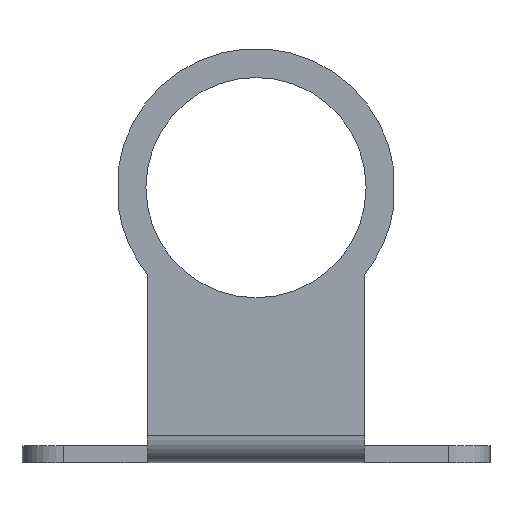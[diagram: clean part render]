
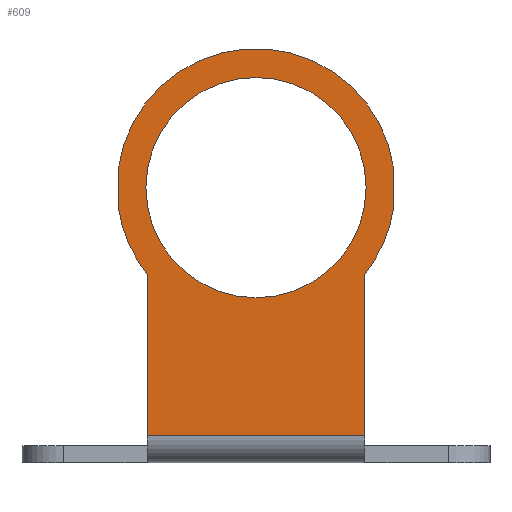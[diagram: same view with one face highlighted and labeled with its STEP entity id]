
A CAD part, front view. The second image highlights one B-rep face of the part: STEP entity #609.
In plain terms, the highlighted planar face has unit normal (0, -1, 0).
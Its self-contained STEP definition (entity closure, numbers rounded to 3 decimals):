
#44=CIRCLE('',#678,20.2);
#45=CIRCLE('',#679,20.2);
#46=CIRCLE('',#680,20.2);
#47=CIRCLE('',#681,16.);
#195=ORIENTED_EDGE('',*,*,#246,.T.);
#196=ORIENTED_EDGE('',*,*,#309,.F.);
#197=ORIENTED_EDGE('',*,*,#257,.F.);
#198=ORIENTED_EDGE('',*,*,#310,.F.);
#199=ORIENTED_EDGE('',*,*,#311,.F.);
#200=ORIENTED_EDGE('',*,*,#312,.F.);
#201=ORIENTED_EDGE('',*,*,#313,.F.);
#202=ORIENTED_EDGE('',*,*,#314,.F.);
#203=ORIENTED_EDGE('',*,*,#315,.T.);
#246=EDGE_CURVE('',#330,#329,#387,.T.);
#257=EDGE_CURVE('',#340,#341,#396,.T.);
#309=EDGE_CURVE('',#341,#329,#429,.T.);
#310=EDGE_CURVE('',#373,#340,#44,.T.);
#311=EDGE_CURVE('',#374,#373,#430,.T.);
#312=EDGE_CURVE('',#375,#374,#45,.T.);
#313=EDGE_CURVE('',#376,#375,#431,.T.);
#314=EDGE_CURVE('',#330,#376,#46,.T.);
#315=EDGE_CURVE('',#377,#377,#47,.T.);
#329=VERTEX_POINT('',#894);
#330=VERTEX_POINT('',#896);
#340=VERTEX_POINT('',#917);
#341=VERTEX_POINT('',#919);
#373=VERTEX_POINT('',#1022);
#374=VERTEX_POINT('',#1024);
#375=VERTEX_POINT('',#1026);
#376=VERTEX_POINT('',#1028);
#377=VERTEX_POINT('',#1031);
#387=LINE('',#895,#445);
#396=LINE('',#918,#454);
#429=LINE('',#1020,#487);
#430=LINE('',#1023,#488);
#431=LINE('',#1027,#489);
#445=VECTOR('',#715,1000.);
#454=VECTOR('',#730,1000.);
#487=VECTOR('',#837,1000.);
#488=VECTOR('',#840,1000.);
#489=VECTOR('',#843,1000.);
#521=EDGE_LOOP('',(#195,#196,#197,#198,#199,#200,#201,#202));
#522=EDGE_LOOP('',(#203));
#559=FACE_BOUND('',#521,.T.);
#560=FACE_BOUND('',#522,.T.);
#584=PLANE('',#677);
#609=ADVANCED_FACE('',(#559,#560),#584,.F.);
#677=AXIS2_PLACEMENT_3D('',#1019,#835,#836);
#678=AXIS2_PLACEMENT_3D('',#1021,#838,#839);
#679=AXIS2_PLACEMENT_3D('',#1025,#841,#842);
#680=AXIS2_PLACEMENT_3D('',#1029,#844,#845);
#681=AXIS2_PLACEMENT_3D('',#1030,#846,#847);
#715=DIRECTION('',(0.,0.,-1.));
#730=DIRECTION('',(0.,0.,-1.));
#835=DIRECTION('',(0.,1.,0.));
#836=DIRECTION('',(0.,0.,1.));
#837=DIRECTION('',(-1.,0.,0.));
#838=DIRECTION('',(0.,1.,0.));
#839=DIRECTION('',(1.,0.,0.));
#840=DIRECTION('',(0.,0.,-1.));
#841=DIRECTION('',(0.,1.,0.));
#842=DIRECTION('',(1.,0.,0.));
#843=DIRECTION('',(0.,0.,1.));
#844=DIRECTION('',(0.,1.,0.));
#845=DIRECTION('',(1.,0.,0.));
#846=DIRECTION('',(0.,1.,0.));
#847=DIRECTION('',(1.,0.,0.));
#894=CARTESIAN_POINT('',(-15.8,0.,4.));
#895=CARTESIAN_POINT('',(-15.8,0.,5.));
#896=CARTESIAN_POINT('',(-15.8,0.,27.414));
#917=CARTESIAN_POINT('',(15.8,0.,27.414));
#918=CARTESIAN_POINT('',(15.8,0.,5.));
#919=CARTESIAN_POINT('',(15.8,0.,4.));
#1019=CARTESIAN_POINT('',(15.8,0.,5.));
#1020=CARTESIAN_POINT('',(15.8,0.,4.));
#1021=CARTESIAN_POINT('',(0.,0.,40.));
#1022=CARTESIAN_POINT('',(20.,0.,37.165));
#1023=CARTESIAN_POINT('',(20.,0.,42.835));
#1024=CARTESIAN_POINT('',(20.,0.,42.835));
#1025=CARTESIAN_POINT('',(0.,0.,40.));
#1026=CARTESIAN_POINT('',(-20.,0.,42.835));
#1027=CARTESIAN_POINT('',(-20.,0.,37.165));
#1028=CARTESIAN_POINT('',(-20.,0.,37.165));
#1029=CARTESIAN_POINT('',(0.,0.,40.));
#1030=CARTESIAN_POINT('',(0.,0.,40.));
#1031=CARTESIAN_POINT('',(16.,0.,40.));
